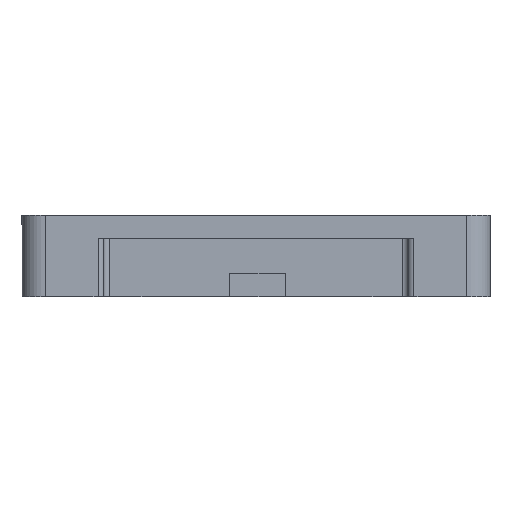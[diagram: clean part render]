
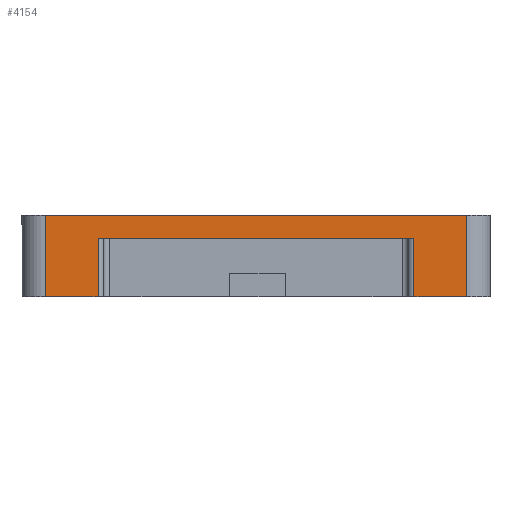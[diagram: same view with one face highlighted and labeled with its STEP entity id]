
A CAD part, front view. The second image highlights one B-rep face of the part: STEP entity #4154.
In plain terms, the highlighted planar face has unit normal (0, -1, 0).
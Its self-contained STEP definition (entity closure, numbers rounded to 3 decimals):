
#136 = VECTOR ( 'NONE', #17185, 1000. ) ;
#277 = LINE ( 'NONE', #14898, #28871 ) ;
#1119 = EDGE_CURVE ( 'NONE', #27316, #8367, #25815, .T. ) ;
#1255 = VECTOR ( 'NONE', #16332, 1000. ) ;
#2167 = PLANE ( 'NONE',  #31031 ) ;
#2287 = DIRECTION ( 'NONE',  ( 0., 0., -1. ) ) ;
#2487 = FACE_OUTER_BOUND ( 'NONE', #10225, .T. ) ;
#3081 = CARTESIAN_POINT ( 'NONE',  ( 33.491, -59.987, 1.586 ) ) ;
#4154 = ADVANCED_FACE ( 'NONE', ( #2487 ), #2167, .F. ) ;
#4419 = DIRECTION ( 'NONE',  ( 0., 1., 0. ) ) ;
#4470 = VECTOR ( 'NONE', #15000, 1000. ) ;
#4541 = LINE ( 'NONE', #24284, #21188 ) ;
#4683 = EDGE_CURVE ( 'NONE', #27717, #15737, #10224, .T. ) ;
#4854 = VECTOR ( 'NONE', #12946, 1000. ) ;
#6057 = ORIENTED_EDGE ( 'NONE', *, *, #20610, .F. ) ;
#7123 = ORIENTED_EDGE ( 'NONE', *, *, #30525, .F. ) ;
#7272 = ORIENTED_EDGE ( 'NONE', *, *, #11140, .T. ) ;
#8064 = CARTESIAN_POINT ( 'NONE',  ( 33.491, -59.987, 6.586 ) ) ;
#8268 = ORIENTED_EDGE ( 'NONE', *, *, #4683, .T. ) ;
#8367 = VERTEX_POINT ( 'NONE', #3081 ) ;
#8625 = CARTESIAN_POINT ( 'NONE',  ( 2., -59.987, 1.586 ) ) ;
#9995 = DIRECTION ( 'NONE',  ( 1., 0., 0. ) ) ;
#10224 = LINE ( 'NONE', #12637, #4854 ) ;
#10225 = EDGE_LOOP ( 'NONE', ( #7272, #18138, #24778, #6057, #7123, #27661, #25996, #8268 ) ) ;
#11025 = CARTESIAN_POINT ( 'NONE',  ( 6.51, -59.987, 6.586 ) ) ;
#11140 = EDGE_CURVE ( 'NONE', #15737, #27316, #24620, .T. ) ;
#12637 = CARTESIAN_POINT ( 'NONE',  ( 6.51, -59.987, 3.586 ) ) ;
#12946 = DIRECTION ( 'NONE',  ( 0., 0., 1. ) ) ;
#13363 = DIRECTION ( 'NONE',  ( 1., 0., 0. ) ) ;
#14213 = DIRECTION ( 'NONE',  ( -1., 0., 0. ) ) ;
#14898 = CARTESIAN_POINT ( 'NONE',  ( 38., -59.987, 3.586 ) ) ;
#15000 = DIRECTION ( 'NONE',  ( 1., 0., 0. ) ) ;
#15728 = VERTEX_POINT ( 'NONE', #30795 ) ;
#15737 = VERTEX_POINT ( 'NONE', #11025 ) ;
#16332 = DIRECTION ( 'NONE',  ( 0., 0., -1. ) ) ;
#17185 = DIRECTION ( 'NONE',  ( 1., 0., 0. ) ) ;
#17418 = LINE ( 'NONE', #27214, #4470 ) ;
#17701 = CARTESIAN_POINT ( 'NONE',  ( 0., -59.987, 6.586 ) ) ;
#18138 = ORIENTED_EDGE ( 'NONE', *, *, #1119, .T. ) ;
#19400 = DIRECTION ( 'NONE',  ( 0., 0., -1. ) ) ;
#19582 = LINE ( 'NONE', #29390, #136 ) ;
#20610 = EDGE_CURVE ( 'NONE', #25201, #31654, #277, .T. ) ;
#20818 = EDGE_CURVE ( 'NONE', #8367, #31654, #22840, .T. ) ;
#21188 = VECTOR ( 'NONE', #2287, 1000. ) ;
#21435 = CARTESIAN_POINT ( 'NONE',  ( 0., -59.987, 3.586 ) ) ;
#22840 = LINE ( 'NONE', #25086, #23221 ) ;
#22873 = EDGE_CURVE ( 'NONE', #24027, #27717, #19582, .T. ) ;
#23221 = VECTOR ( 'NONE', #13363, 1000. ) ;
#24007 = CARTESIAN_POINT ( 'NONE',  ( 38., -59.987, 8.586 ) ) ;
#24027 = VERTEX_POINT ( 'NONE', #8625 ) ;
#24284 = CARTESIAN_POINT ( 'NONE',  ( 2., -59.987, 3.586 ) ) ;
#24620 = LINE ( 'NONE', #17701, #25569 ) ;
#24778 = ORIENTED_EDGE ( 'NONE', *, *, #20818, .T. ) ;
#25086 = CARTESIAN_POINT ( 'NONE',  ( 0., -59.987, 1.586 ) ) ;
#25201 = VERTEX_POINT ( 'NONE', #24007 ) ;
#25436 = EDGE_CURVE ( 'NONE', #15728, #24027, #4541, .T. ) ;
#25569 = VECTOR ( 'NONE', #9995, 1000. ) ;
#25815 = LINE ( 'NONE', #25970, #1255 ) ;
#25970 = CARTESIAN_POINT ( 'NONE',  ( 33.491, -59.987, 3.586 ) ) ;
#25996 = ORIENTED_EDGE ( 'NONE', *, *, #22873, .T. ) ;
#27214 = CARTESIAN_POINT ( 'NONE',  ( 0., -59.987, 8.586 ) ) ;
#27316 = VERTEX_POINT ( 'NONE', #8064 ) ;
#27661 = ORIENTED_EDGE ( 'NONE', *, *, #25436, .T. ) ;
#27717 = VERTEX_POINT ( 'NONE', #29336 ) ;
#28871 = VECTOR ( 'NONE', #19400, 1000. ) ;
#29336 = CARTESIAN_POINT ( 'NONE',  ( 6.51, -59.987, 1.586 ) ) ;
#29354 = CARTESIAN_POINT ( 'NONE',  ( 38., -59.987, 1.586 ) ) ;
#29390 = CARTESIAN_POINT ( 'NONE',  ( 0., -59.987, 1.586 ) ) ;
#30525 = EDGE_CURVE ( 'NONE', #15728, #25201, #17418, .T. ) ;
#30795 = CARTESIAN_POINT ( 'NONE',  ( 2., -59.987, 8.586 ) ) ;
#31031 = AXIS2_PLACEMENT_3D ( 'NONE', #21435, #4419, #14213 ) ;
#31654 = VERTEX_POINT ( 'NONE', #29354 ) ;
